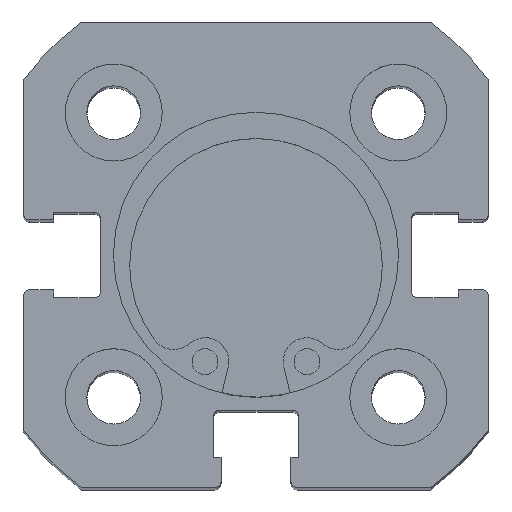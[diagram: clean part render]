
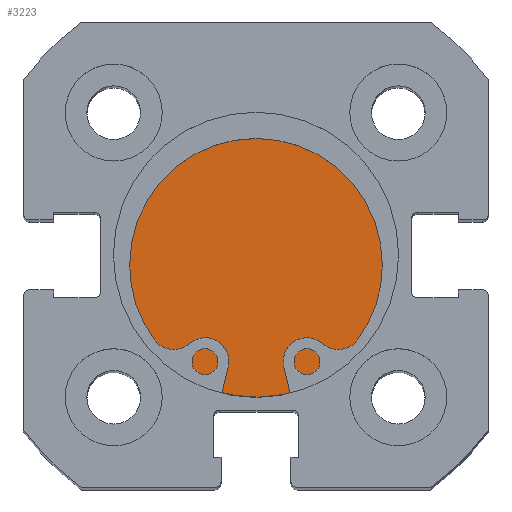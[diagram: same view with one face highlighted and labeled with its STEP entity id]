
A CAD part, top view. The second image highlights one B-rep face of the part: STEP entity #3223.
In plain terms, the highlighted face is planar.
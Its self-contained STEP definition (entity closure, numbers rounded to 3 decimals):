
#81 = EDGE_CURVE ( 'NONE', #1613, #1527, #2243, .T. ) ;
#90 = EDGE_CURVE ( 'NONE', #1527, #1613, #2254, .T. ) ;
#369 = CARTESIAN_POINT ( 'NONE',  ( 6., 0., -11. ) ) ;
#439 = CARTESIAN_POINT ( 'NONE',  ( 6., 0., 11. ) ) ;
#1527 = VERTEX_POINT ( 'NONE', #369 ) ;
#1613 = VERTEX_POINT ( 'NONE', #439 ) ;
#1729 = EDGE_LOOP ( 'NONE', ( #3268, #3279 ) ) ;
#2243 = CIRCLE ( 'NONE', #3809, 11. ) ;
#2254 = CIRCLE ( 'NONE', #3819, 11. ) ;
#2754 = FACE_OUTER_BOUND ( 'NONE', #1729, .T. ) ;
#3223 = ADVANCED_FACE ( 'NONE', ( #2754 ), #4809, .F. ) ;
#3268 = ORIENTED_EDGE ( 'NONE', *, *, #81, .F. ) ;
#3279 = ORIENTED_EDGE ( 'NONE', *, *, #90, .F. ) ;
#3617 = CARTESIAN_POINT ( 'NONE',  ( 6., 0., 0. ) ) ;
#3620 = DIRECTION ( 'NONE',  ( -1., 0., 0. ) ) ;
#3621 = DIRECTION ( 'NONE',  ( 0., 0., 1. ) ) ;
#3647 = DIRECTION ( 'NONE',  ( 0., 0., 1. ) ) ;
#3648 = DIRECTION ( 'NONE',  ( -1., 0., 0. ) ) ;
#3651 = CARTESIAN_POINT ( 'NONE',  ( 6., 0., 0. ) ) ;
#3809 = AXIS2_PLACEMENT_3D ( 'NONE', #3651, #3648, #3647 ) ;
#3819 = AXIS2_PLACEMENT_3D ( 'NONE', #3617, #3620, #3621 ) ;
#4344 = AXIS2_PLACEMENT_3D ( 'NONE', #4808, #4810, #4811 ) ;
#4808 = CARTESIAN_POINT ( 'NONE',  ( 6., 11., 0. ) ) ;
#4809 = PLANE ( 'NONE',  #4344 ) ;
#4810 = DIRECTION ( 'NONE',  ( -1., 0., 0. ) ) ;
#4811 = DIRECTION ( 'NONE',  ( 0., 0., 1. ) ) ;
